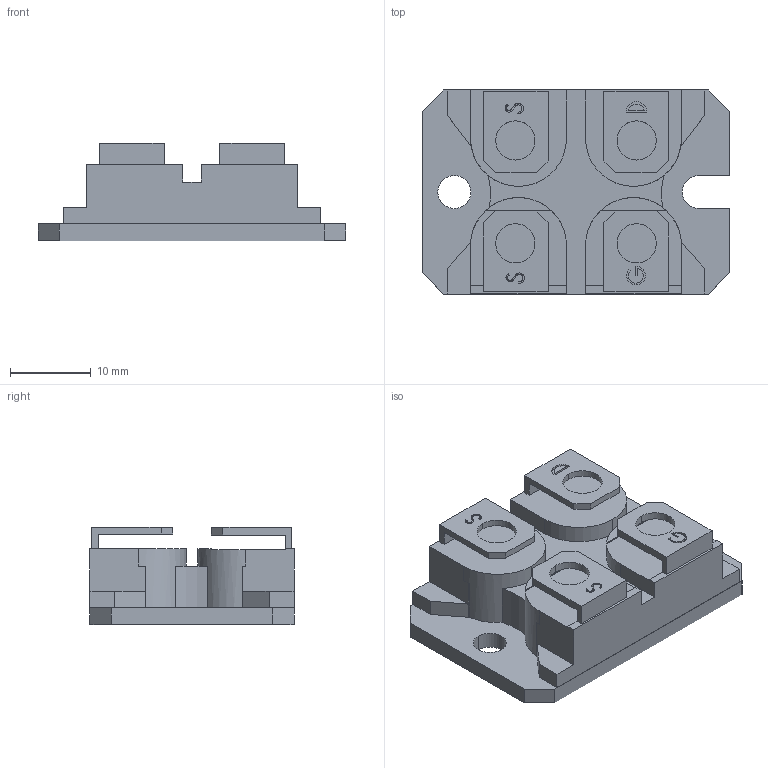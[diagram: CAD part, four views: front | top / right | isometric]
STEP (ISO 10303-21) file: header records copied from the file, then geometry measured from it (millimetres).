
FILE_DESCRIPTION(('FreeCAD Model'),'2;1');
FILE_NAME('SOT-227.step','2018-11-29T16:16:17',('Author'),('' ),'Open CASCADE STEP processor 7.3','FreeCAD','Unknown');
FILE_SCHEMA(('AUTOMOTIVE_DESIGN { 1 0 10303 214 1 1 1 1 }'));
Length unit declared in the file: millimetre
Products named in the file (1): Half_bridge_A001
Bounding box: 38.1 x 25.25 x 12.02 mm (x, y, z)
Volume: 6570.3 mm3; surface area: 3805.8 mm2
Topology: 1 solids, 1 shells, 154 faces, 428 edges, 284 vertices
Faces by surface type: plane 109, cylinder 45
Entity records: 16268 total; most frequent: CARTESIAN_POINT 6901, DIRECTION 1457, LINE 872, VECTOR 872, ORIENTED_EDGE 856, PCURVE 856, DEFINITIONAL_REPRESENTATION 856, EDGE_CURVE 428
